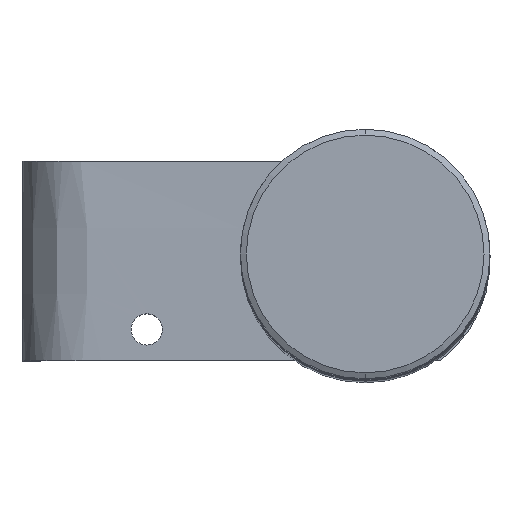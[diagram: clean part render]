
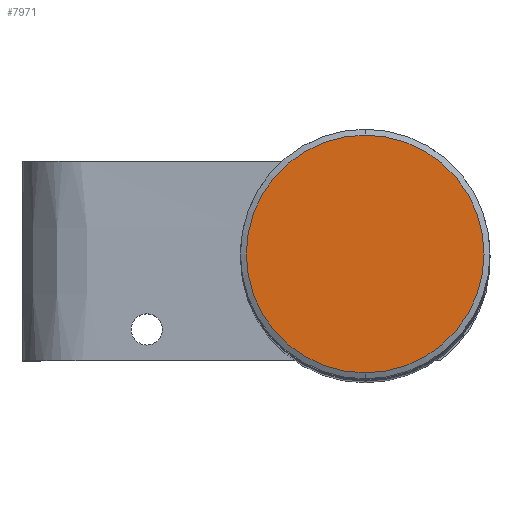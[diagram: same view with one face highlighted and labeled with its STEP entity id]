
A CAD part, top view. The second image highlights one B-rep face of the part: STEP entity #7971.
In plain terms, the highlighted planar face has unit normal (0, 0, 1).
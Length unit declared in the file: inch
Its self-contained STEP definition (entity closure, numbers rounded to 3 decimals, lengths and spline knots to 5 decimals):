
#718 = EDGE_CURVE ( 'NONE', #9010, #7657, #6950, .T. ) ;
#1222 = DIRECTION ( 'NONE',  ( 0., 0., -1. ) ) ;
#1788 = ORIENTED_EDGE ( 'NONE', *, *, #718, .F. ) ;
#1882 = CARTESIAN_POINT ( 'NONE',  ( 1.40635, -0.759, 26.63386 ) ) ;
#1936 = CARTESIAN_POINT ( 'NONE',  ( 2.16535, 0., 26.63386 ) ) ;
#2389 = CARTESIAN_POINT ( 'NONE',  ( 2.16535, 0., 26.63386 ) ) ;
#2478 = EDGE_LOOP ( 'NONE', ( #10139, #1788 ) ) ;
#2494 = DIRECTION ( 'NONE',  ( 0., 1., 0. ) ) ;
#2709 = CIRCLE ( 'NONE', #5578, 0.75 ) ;
#4267 = AXIS2_PLACEMENT_3D ( 'NONE', #2389, #8662, #6388 ) ;
#4338 = DIRECTION ( 'NONE',  ( 1., 0., 0. ) ) ;
#5578 = AXIS2_PLACEMENT_3D ( 'NONE', #1936, #1222, #2494 ) ;
#6388 = DIRECTION ( 'NONE',  ( 0., 1., 0. ) ) ;
#6781 = CARTESIAN_POINT ( 'NONE',  ( 2.16535, 0.75, 26.63386 ) ) ;
#6950 = CIRCLE ( 'NONE', #4267, 0.75 ) ;
#7406 = EDGE_CURVE ( 'NONE', #7657, #9010, #2709, .T. ) ;
#7657 = VERTEX_POINT ( 'NONE', #6781 ) ;
#7971 = ADVANCED_FACE ( 'NONE', ( #8064 ), #9615, .T. ) ;
#8064 = FACE_OUTER_BOUND ( 'NONE', #2478, .T. ) ;
#8239 = DIRECTION ( 'NONE',  ( 0., 0., 1. ) ) ;
#8662 = DIRECTION ( 'NONE',  ( 0., 0., -1. ) ) ;
#8666 = AXIS2_PLACEMENT_3D ( 'NONE', #1882, #8239, #4338 ) ;
#9010 = VERTEX_POINT ( 'NONE', #9633 ) ;
#9615 = PLANE ( 'NONE',  #8666 ) ;
#9633 = CARTESIAN_POINT ( 'NONE',  ( 2.16535, -0.75, 26.63386 ) ) ;
#10139 = ORIENTED_EDGE ( 'NONE', *, *, #7406, .F. ) ;
